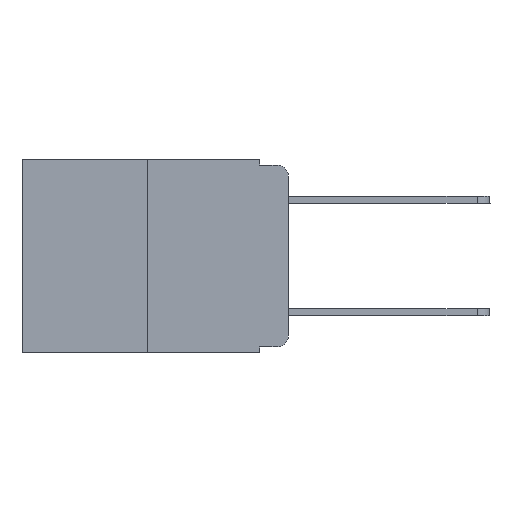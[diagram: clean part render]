
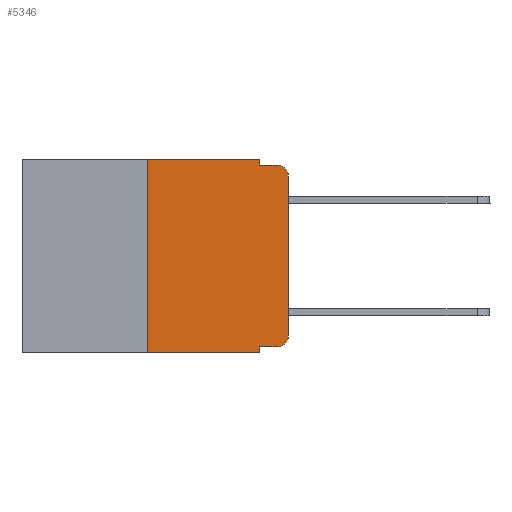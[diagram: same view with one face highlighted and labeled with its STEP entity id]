
A CAD part, left-side view. The second image highlights one B-rep face of the part: STEP entity #5346.
In plain terms, the highlighted planar face has unit normal (-1, 0, 0).
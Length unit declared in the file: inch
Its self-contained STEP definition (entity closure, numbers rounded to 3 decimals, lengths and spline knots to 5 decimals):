
#141 = DIRECTION ( 'NONE',  ( 0., -1., 0. ) ) ;
#253 = VERTEX_POINT ( 'NONE', #7937 ) ;
#272 = LINE ( 'NONE', #4505, #5162 ) ;
#278 = CARTESIAN_POINT ( 'NONE',  ( 0., 0.051, -0.333 ) ) ;
#279 = EDGE_CURVE ( 'NONE', #4205, #10404, #9335, .T. ) ;
#317 = EDGE_CURVE ( 'NONE', #1016, #5618, #6954, .T. ) ;
#349 = EDGE_CURVE ( 'NONE', #1016, #10404, #4218, .T. ) ;
#535 = ORIENTED_EDGE ( 'NONE', *, *, #5199, .T. ) ;
#615 = ORIENTED_EDGE ( 'NONE', *, *, #349, .T. ) ;
#620 = AXIS2_PLACEMENT_3D ( 'NONE', #5378, #6159, #2866 ) ;
#623 = DIRECTION ( 'NONE',  ( 0., -1., 0. ) ) ;
#636 = CARTESIAN_POINT ( 'NONE',  ( 0., 0.051, 0. ) ) ;
#869 = ORIENTED_EDGE ( 'NONE', *, *, #3868, .F. ) ;
#875 = CIRCLE ( 'NONE', #6624, 0.02 ) ;
#953 = VERTEX_POINT ( 'NONE', #7001 ) ;
#1016 = VERTEX_POINT ( 'NONE', #10557 ) ;
#1061 = CARTESIAN_POINT ( 'NONE',  ( 0., 0., 0. ) ) ;
#1087 = ORIENTED_EDGE ( 'NONE', *, *, #279, .F. ) ;
#1127 = LINE ( 'NONE', #5294, #8096 ) ;
#1229 = DIRECTION ( 'NONE',  ( 0., -1., 0. ) ) ;
#2149 = ORIENTED_EDGE ( 'NONE', *, *, #6111, .T. ) ;
#2230 = CARTESIAN_POINT ( 'NONE',  ( 0., 0.25, 0. ) ) ;
#2350 = EDGE_LOOP ( 'NONE', ( #2149, #9557, #869, #7077, #6445, #7179, #615, #1087, #535, #5745 ) ) ;
#2528 = CARTESIAN_POINT ( 'NONE',  ( 0., 0.02, -0.03 ) ) ;
#2604 = CARTESIAN_POINT ( 'NONE',  ( 0., 0.051, 0. ) ) ;
#2834 = LINE ( 'NONE', #9425, #10181 ) ;
#2866 = DIRECTION ( 'NONE',  ( 0., 0., -1. ) ) ;
#3029 = CARTESIAN_POINT ( 'NONE',  ( 0., 0.051, -0.343 ) ) ;
#3352 = PLANE ( 'NONE',  #10587 ) ;
#3610 = CARTESIAN_POINT ( 'NONE',  ( 0., 0.02, -0.333 ) ) ;
#3868 = EDGE_CURVE ( 'NONE', #253, #5909, #272, .T. ) ;
#4175 = DIRECTION ( 'NONE',  ( 0., 0., -1. ) ) ;
#4205 = VERTEX_POINT ( 'NONE', #278 ) ;
#4218 = LINE ( 'NONE', #5333, #10392 ) ;
#4429 = EDGE_CURVE ( 'NONE', #4912, #9785, #6196, .T. ) ;
#4505 = CARTESIAN_POINT ( 'NONE',  ( 0., 0.051, -0.01 ) ) ;
#4629 = VERTEX_POINT ( 'NONE', #636 ) ;
#4912 = VERTEX_POINT ( 'NONE', #3610 ) ;
#4984 = EDGE_CURVE ( 'NONE', #5618, #4629, #2834, .T. ) ;
#5003 = DIRECTION ( 'NONE',  ( 1., 0., 0. ) ) ;
#5162 = VECTOR ( 'NONE', #8752, 39.37008 ) ;
#5199 = EDGE_CURVE ( 'NONE', #4205, #4912, #8834, .T. ) ;
#5294 = CARTESIAN_POINT ( 'NONE',  ( 0., 0.051, 0. ) ) ;
#5333 = CARTESIAN_POINT ( 'NONE',  ( 0., 0.473, -0.343 ) ) ;
#5346 = ADVANCED_FACE ( 'NONE', ( #10054 ), #3352, .F. ) ;
#5378 = CARTESIAN_POINT ( 'NONE',  ( 0., 0.02, -0.313 ) ) ;
#5457 = DIRECTION ( 'NONE',  ( 0., 0., 1. ) ) ;
#5618 = VERTEX_POINT ( 'NONE', #8601 ) ;
#5745 = ORIENTED_EDGE ( 'NONE', *, *, #4429, .T. ) ;
#5909 = VERTEX_POINT ( 'NONE', #9083 ) ;
#6000 = DIRECTION ( 'NONE',  ( 0., 0., -1. ) ) ;
#6111 = EDGE_CURVE ( 'NONE', #9785, #953, #9981, .T. ) ;
#6159 = DIRECTION ( 'NONE',  ( -1., 0., 0. ) ) ;
#6196 = CIRCLE ( 'NONE', #620, 0.02 ) ;
#6445 = ORIENTED_EDGE ( 'NONE', *, *, #4984, .F. ) ;
#6624 = AXIS2_PLACEMENT_3D ( 'NONE', #2528, #10107, #9323 ) ;
#6636 = EDGE_CURVE ( 'NONE', #953, #5909, #875, .T. ) ;
#6854 = VECTOR ( 'NONE', #623, 39.37008 ) ;
#6866 = EDGE_CURVE ( 'NONE', #4629, #253, #1127, .T. ) ;
#6954 = LINE ( 'NONE', #2230, #10932 ) ;
#7001 = CARTESIAN_POINT ( 'NONE',  ( 0., 0., -0.03 ) ) ;
#7077 = ORIENTED_EDGE ( 'NONE', *, *, #6866, .F. ) ;
#7179 = ORIENTED_EDGE ( 'NONE', *, *, #317, .F. ) ;
#7280 = CARTESIAN_POINT ( 'NONE',  ( 0., 0.051, -0.333 ) ) ;
#7465 = CARTESIAN_POINT ( 'NONE',  ( 0., 0.473, 0. ) ) ;
#7718 = VECTOR ( 'NONE', #10202, 39.37008 ) ;
#7937 = CARTESIAN_POINT ( 'NONE',  ( 0., 0.051, -0.01 ) ) ;
#8096 = VECTOR ( 'NONE', #6000, 39.37008 ) ;
#8159 = CARTESIAN_POINT ( 'NONE',  ( 0., 0., -0.313 ) ) ;
#8601 = CARTESIAN_POINT ( 'NONE',  ( 0., 0.25, 0. ) ) ;
#8752 = DIRECTION ( 'NONE',  ( 0., -1., 0. ) ) ;
#8834 = LINE ( 'NONE', #7280, #6854 ) ;
#9083 = CARTESIAN_POINT ( 'NONE',  ( 0., 0.02, -0.01 ) ) ;
#9323 = DIRECTION ( 'NONE',  ( 0., 0., -1. ) ) ;
#9335 = LINE ( 'NONE', #2604, #10145 ) ;
#9425 = CARTESIAN_POINT ( 'NONE',  ( 0., 0.473, 0. ) ) ;
#9557 = ORIENTED_EDGE ( 'NONE', *, *, #6636, .T. ) ;
#9629 = DIRECTION ( 'NONE',  ( 0., 0., -1. ) ) ;
#9785 = VERTEX_POINT ( 'NONE', #8159 ) ;
#9981 = LINE ( 'NONE', #1061, #7718 ) ;
#10054 = FACE_OUTER_BOUND ( 'NONE', #2350, .T. ) ;
#10107 = DIRECTION ( 'NONE',  ( -1., 0., 0. ) ) ;
#10145 = VECTOR ( 'NONE', #9629, 39.37008 ) ;
#10181 = VECTOR ( 'NONE', #141, 39.37008 ) ;
#10202 = DIRECTION ( 'NONE',  ( 0., 0., 1. ) ) ;
#10392 = VECTOR ( 'NONE', #1229, 39.37008 ) ;
#10404 = VERTEX_POINT ( 'NONE', #3029 ) ;
#10557 = CARTESIAN_POINT ( 'NONE',  ( 0., 0.25, -0.343 ) ) ;
#10587 = AXIS2_PLACEMENT_3D ( 'NONE', #7465, #5003, #4175 ) ;
#10932 = VECTOR ( 'NONE', #5457, 39.37008 ) ;
